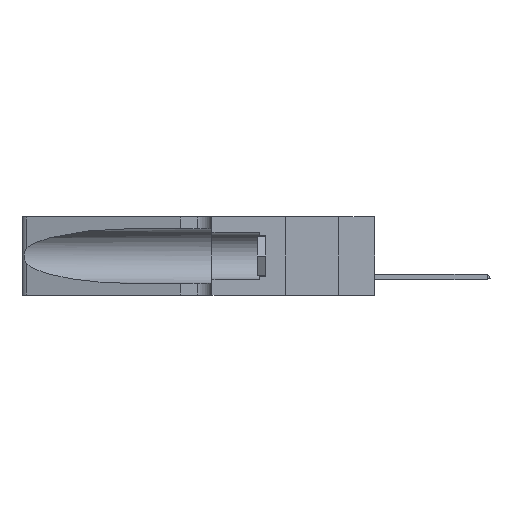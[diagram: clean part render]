
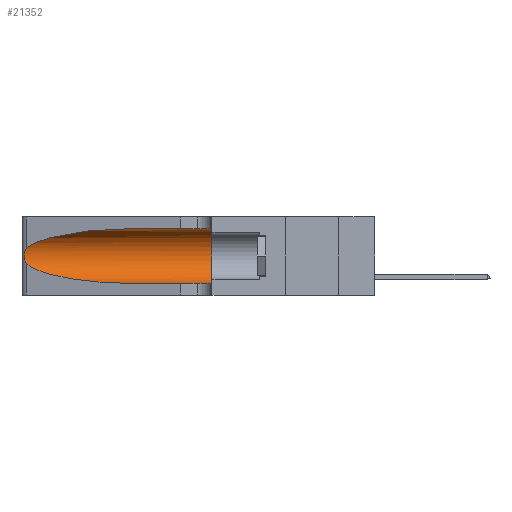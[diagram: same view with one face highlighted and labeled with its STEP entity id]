
A CAD part, left-side view. The second image highlights one B-rep face of the part: STEP entity #21352.
In plain terms, the highlighted cylindrical face has radius 3.308 mm (diameter 6.617 mm), a partial arc.
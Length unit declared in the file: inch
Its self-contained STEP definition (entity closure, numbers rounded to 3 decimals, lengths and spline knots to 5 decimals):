
#353 = VERTEX_POINT ( 'NONE', #17965 ) ;
#2124 =( BOUNDED_CURVE ( )  B_SPLINE_CURVE ( 3, ( #32715, #14985, #9823, #25092 ),
 .UNSPECIFIED., .F., .F. ) 
 B_SPLINE_CURVE_WITH_KNOTS ( ( 4, 4 ),
 ( 1.5708, 2.84003 ),
 .UNSPECIFIED. ) 
 CURVE ( )  GEOMETRIC_REPRESENTATION_ITEM ( )  RATIONAL_B_SPLINE_CURVE ( ( 1., 0.87, 0.87, 1. ) ) 
 REPRESENTATION_ITEM ( '' )  );
#2670 = CARTESIAN_POINT ( 'NONE',  ( 0.25487, 1.22718, 0.14631 ) ) ;
#2908 = B_SPLINE_CURVE_WITH_KNOTS ( 'NONE', 3,
 ( #29613, #16956, #12071, #22295, #17073, #19628, #9139, #4180, #24673, #27471, #9263, #32161, #14447, #27228 ),
 .UNSPECIFIED., .F., .F.,
 ( 4, 2, 2, 2, 2, 2, 4 ),
 ( 0., 0.00027, 0.00053, 0.00107, 0.0016, 0.00187, 0.00214 ),
 .UNSPECIFIED. ) ;
#3100 = EDGE_CURVE ( 'NONE', #353, #26759, #15435, .T. ) ;
#4180 = CARTESIAN_POINT ( 'NONE',  ( 0.26075, 1.23896, 0.178 ) ) ;
#4225 = CARTESIAN_POINT ( 'NONE',  ( 0.1305, 1.61858, 0.05475 ) ) ;
#4318 = DIRECTION ( 'NONE',  ( 0., 1., 0. ) ) ;
#4431 = VECTOR ( 'NONE', #27155, 39.37008 ) ;
#4435 = CARTESIAN_POINT ( 'NONE',  ( 0.1305, 0.35, 0.05475 ) ) ;
#4548 = DIRECTION ( 'NONE',  ( 0., 0., 1. ) ) ;
#5774 = CARTESIAN_POINT ( 'NONE',  ( 0.1305, 0.35, 0.31525 ) ) ;
#5859 = CARTESIAN_POINT ( 'NONE',  ( 0.18966, 0.96281, 0.05475 ) ) ;
#5948 = CARTESIAN_POINT ( 'NONE',  ( 0.25487, 1.22718, 0.22369 ) ) ;
#6101 = CARTESIAN_POINT ( 'NONE',  ( 0.1305, 1.61858, 0.31525 ) ) ;
#6813 = ORIENTED_EDGE ( 'NONE', *, *, #27766, .F. ) ;
#7174 = ORIENTED_EDGE ( 'NONE', *, *, #17238, .T. ) ;
#7247 = DIRECTION ( 'NONE',  ( 0., -1., 0. ) ) ;
#8951 =( BOUNDED_CURVE ( )  B_SPLINE_CURVE ( 3, ( #23664, #21326, #5859, #23908 ),
 .UNSPECIFIED., .F., .F. ) 
 B_SPLINE_CURVE_WITH_KNOTS ( ( 4, 4 ),
 ( 3.44316, 4.71239 ),
 .UNSPECIFIED. ) 
 CURVE ( )  GEOMETRIC_REPRESENTATION_ITEM ( )  RATIONAL_B_SPLINE_CURVE ( ( 1., 0.87, 0.87, 1. ) ) 
 REPRESENTATION_ITEM ( '' )  );
#9139 = CARTESIAN_POINT ( 'NONE',  ( 0.26075, 1.23896, 0.19203 ) ) ;
#9263 = CARTESIAN_POINT ( 'NONE',  ( 0.25789, 1.23486, 0.15765 ) ) ;
#9823 = CARTESIAN_POINT ( 'NONE',  ( 0.2373, 1.15595, 0.28018 ) ) ;
#11763 = CARTESIAN_POINT ( 'NONE',  ( 0.1305, 0.35, 0.185 ) ) ;
#12071 = CARTESIAN_POINT ( 'NONE',  ( 0.25639, 1.23184, 0.21858 ) ) ;
#12338 = CYLINDRICAL_SURFACE ( 'NONE', #33154, 0.13025 ) ;
#13514 = FACE_OUTER_BOUND ( 'NONE', #20016, .T. ) ;
#13999 = ORIENTED_EDGE ( 'NONE', *, *, #20418, .F. ) ;
#14447 = CARTESIAN_POINT ( 'NONE',  ( 0.25555, 1.22993, 0.14849 ) ) ;
#14985 = CARTESIAN_POINT ( 'NONE',  ( 0.18966, 0.96281, 0.31525 ) ) ;
#15435 = LINE ( 'NONE', #4225, #25071 ) ;
#16274 = DIRECTION ( 'NONE',  ( 0., -1., 0. ) ) ;
#16956 = CARTESIAN_POINT ( 'NONE',  ( 0.25555, 1.22994, 0.2215 ) ) ;
#17073 = CARTESIAN_POINT ( 'NONE',  ( 0.25854, 1.2359, 0.20912 ) ) ;
#17238 = EDGE_CURVE ( 'NONE', #31298, #353, #8951, .T. ) ;
#17965 = CARTESIAN_POINT ( 'NONE',  ( 0.1305, 0.72297, 0.05475 ) ) ;
#18118 = VERTEX_POINT ( 'NONE', #5948 ) ;
#18497 = AXIS2_PLACEMENT_3D ( 'NONE', #11763, #4318, #4548 ) ;
#19628 = CARTESIAN_POINT ( 'NONE',  ( 0.26018, 1.23835, 0.19895 ) ) ;
#20016 = EDGE_LOOP ( 'NONE', ( #27057, #21377, #7174, #33118, #13999, #6813 ) ) ;
#20153 = LINE ( 'NONE', #6101, #4431 ) ;
#20418 = EDGE_CURVE ( 'NONE', #22537, #26759, #31180, .T. ) ;
#20627 = CARTESIAN_POINT ( 'NONE',  ( 0.1305, 0.72297, 0.31525 ) ) ;
#20896 = EDGE_CURVE ( 'NONE', #31409, #18118, #2124, .T. ) ;
#21326 = CARTESIAN_POINT ( 'NONE',  ( 0.2373, 1.15595, 0.08982 ) ) ;
#21352 = ADVANCED_FACE ( 'NONE', ( #13514 ), #12338, .F. ) ;
#21377 = ORIENTED_EDGE ( 'NONE', *, *, #27330, .T. ) ;
#22295 = CARTESIAN_POINT ( 'NONE',  ( 0.25787, 1.23484, 0.2124 ) ) ;
#22537 = VERTEX_POINT ( 'NONE', #5774 ) ;
#23664 = CARTESIAN_POINT ( 'NONE',  ( 0.25487, 1.22718, 0.14631 ) ) ;
#23908 = CARTESIAN_POINT ( 'NONE',  ( 0.1305, 0.72297, 0.05475 ) ) ;
#24673 = CARTESIAN_POINT ( 'NONE',  ( 0.26017, 1.23833, 0.17102 ) ) ;
#25071 = VECTOR ( 'NONE', #7247, 39.37008 ) ;
#25092 = CARTESIAN_POINT ( 'NONE',  ( 0.25487, 1.22718, 0.22369 ) ) ;
#26340 = CARTESIAN_POINT ( 'NONE',  ( 0.1305, 1.61858, 0.185 ) ) ;
#26759 = VERTEX_POINT ( 'NONE', #4435 ) ;
#27057 = ORIENTED_EDGE ( 'NONE', *, *, #20896, .T. ) ;
#27155 = DIRECTION ( 'NONE',  ( 0., -1., 0. ) ) ;
#27228 = CARTESIAN_POINT ( 'NONE',  ( 0.25487, 1.22718, 0.14631 ) ) ;
#27330 = EDGE_CURVE ( 'NONE', #18118, #31298, #2908, .T. ) ;
#27471 = CARTESIAN_POINT ( 'NONE',  ( 0.25856, 1.23593, 0.16098 ) ) ;
#27766 = EDGE_CURVE ( 'NONE', #31409, #22537, #20153, .T. ) ;
#29613 = CARTESIAN_POINT ( 'NONE',  ( 0.25487, 1.22718, 0.22369 ) ) ;
#31180 = CIRCLE ( 'NONE', #18497, 0.13025 ) ;
#31298 = VERTEX_POINT ( 'NONE', #2670 ) ;
#31409 = VERTEX_POINT ( 'NONE', #20627 ) ;
#32161 = CARTESIAN_POINT ( 'NONE',  ( 0.25639, 1.23186, 0.15144 ) ) ;
#32310 = DIRECTION ( 'NONE',  ( 0., 0., -1. ) ) ;
#32715 = CARTESIAN_POINT ( 'NONE',  ( 0.1305, 0.72297, 0.31525 ) ) ;
#33118 = ORIENTED_EDGE ( 'NONE', *, *, #3100, .T. ) ;
#33154 = AXIS2_PLACEMENT_3D ( 'NONE', #26340, #16274, #32310 ) ;
